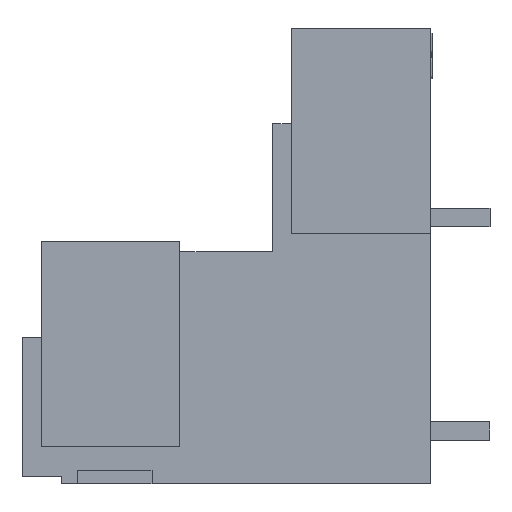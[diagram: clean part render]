
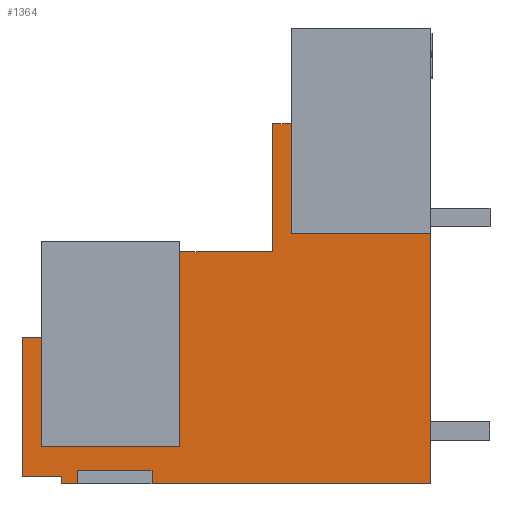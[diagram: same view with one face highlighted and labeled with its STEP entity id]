
A CAD part, left-side view. The second image highlights one B-rep face of the part: STEP entity #1364.
In plain terms, the highlighted planar face has unit normal (-1, 0, 0).
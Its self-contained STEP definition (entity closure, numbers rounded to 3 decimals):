
#1246=AXIS2_PLACEMENT_3D('Plane Axis2P3D',#1243,#1244,#1245) ;
#124=CARTESIAN_POINT('Vertex',(3.45,16.7,12.5)) ;
#127=CARTESIAN_POINT('Line Origine',(3.45,14.2,12.5)) ;
#131=CARTESIAN_POINT('Vertex',(3.45,11.7,12.5)) ;
#383=CARTESIAN_POINT('Line Origine',(3.45,24.175,4.95)) ;
#387=CARTESIAN_POINT('Vertex',(3.45,24.175,7.9)) ;
#389=CARTESIAN_POINT('Vertex',(3.45,24.175,2.)) ;
#906=CARTESIAN_POINT('Line Origine',(3.45,20.438,2.)) ;
#910=CARTESIAN_POINT('Vertex',(3.45,16.7,2.)) ;
#982=CARTESIAN_POINT('Line Origine',(3.45,16.7,7.25)) ;
#1243=CARTESIAN_POINT('Axis2P3D Location',(3.45,3.2,0.4)) ;
#1248=CARTESIAN_POINT('Line Origine',(3.45,10.7,0.)) ;
#1252=CARTESIAN_POINT('Vertex',(3.45,18.2,0.)) ;
#1254=CARTESIAN_POINT('Vertex',(3.45,3.2,0.)) ;
#1257=CARTESIAN_POINT('Line Origine',(3.45,3.2,6.75)) ;
#1261=CARTESIAN_POINT('Vertex',(3.45,3.2,13.5)) ;
#1264=CARTESIAN_POINT('Line Origine',(3.45,6.95,13.5)) ;
#1268=CARTESIAN_POINT('Vertex',(3.45,10.7,13.5)) ;
#1271=CARTESIAN_POINT('Line Origine',(3.45,10.7,16.45)) ;
#1275=CARTESIAN_POINT('Vertex',(3.45,10.7,19.4)) ;
#1278=CARTESIAN_POINT('Line Origine',(3.45,11.2,19.4)) ;
#1282=CARTESIAN_POINT('Vertex',(3.45,11.7,19.4)) ;
#1285=CARTESIAN_POINT('Line Origine',(3.45,11.7,15.95)) ;
#1290=CARTESIAN_POINT('Line Origine',(3.45,24.687,7.9)) ;
#1294=CARTESIAN_POINT('Vertex',(3.45,25.2,7.9)) ;
#1297=CARTESIAN_POINT('Line Origine',(3.45,25.2,4.15)) ;
#1301=CARTESIAN_POINT('Vertex',(3.45,25.2,0.4)) ;
#1304=CARTESIAN_POINT('Line Origine',(3.45,24.145,0.4)) ;
#1308=CARTESIAN_POINT('Vertex',(3.45,23.09,0.4)) ;
#1311=CARTESIAN_POINT('Line Origine',(3.45,23.09,0.2)) ;
#1315=CARTESIAN_POINT('Vertex',(3.45,23.09,0.)) ;
#1318=CARTESIAN_POINT('Line Origine',(3.45,22.645,0.)) ;
#1322=CARTESIAN_POINT('Vertex',(3.45,22.2,0.)) ;
#1325=CARTESIAN_POINT('Line Origine',(3.45,22.2,0.35)) ;
#1329=CARTESIAN_POINT('Vertex',(3.45,22.2,0.7)) ;
#1332=CARTESIAN_POINT('Line Origine',(3.45,20.2,0.7)) ;
#1336=CARTESIAN_POINT('Vertex',(3.45,18.2,0.7)) ;
#1339=CARTESIAN_POINT('Line Origine',(3.45,18.2,0.35)) ;
#128=DIRECTION('Vector Direction',(0.,1.,0.)) ;
#384=DIRECTION('Vector Direction',(0.,0.,-1.)) ;
#907=DIRECTION('Vector Direction',(0.,-1.,0.)) ;
#983=DIRECTION('Vector Direction',(0.,0.,-1.)) ;
#1244=DIRECTION('Axis2P3D Direction',(-1.,0.,0.)) ;
#1245=DIRECTION('Axis2P3D XDirection',(0.,0.,-1.)) ;
#1249=DIRECTION('Vector Direction',(0.,-1.,0.)) ;
#1258=DIRECTION('Vector Direction',(0.,0.,1.)) ;
#1265=DIRECTION('Vector Direction',(0.,-1.,0.)) ;
#1272=DIRECTION('Vector Direction',(0.,0.,-1.)) ;
#1279=DIRECTION('Vector Direction',(0.,1.,0.)) ;
#1286=DIRECTION('Vector Direction',(0.,0.,-1.)) ;
#1291=DIRECTION('Vector Direction',(0.,1.,0.)) ;
#1298=DIRECTION('Vector Direction',(0.,0.,-1.)) ;
#1305=DIRECTION('Vector Direction',(0.,-1.,0.)) ;
#1312=DIRECTION('Vector Direction',(0.,0.,-1.)) ;
#1319=DIRECTION('Vector Direction',(0.,-1.,0.)) ;
#1326=DIRECTION('Vector Direction',(0.,0.,1.)) ;
#1333=DIRECTION('Vector Direction',(0.,-1.,0.)) ;
#1340=DIRECTION('Vector Direction',(0.,0.,1.)) ;
#129=VECTOR('Line Direction',#128,1.) ;
#385=VECTOR('Line Direction',#384,1.) ;
#908=VECTOR('Line Direction',#907,1.) ;
#984=VECTOR('Line Direction',#983,1.) ;
#1250=VECTOR('Line Direction',#1249,1.) ;
#1259=VECTOR('Line Direction',#1258,1.) ;
#1266=VECTOR('Line Direction',#1265,1.) ;
#1273=VECTOR('Line Direction',#1272,1.) ;
#1280=VECTOR('Line Direction',#1279,1.) ;
#1287=VECTOR('Line Direction',#1286,1.) ;
#1292=VECTOR('Line Direction',#1291,1.) ;
#1299=VECTOR('Line Direction',#1298,1.) ;
#1306=VECTOR('Line Direction',#1305,1.) ;
#1313=VECTOR('Line Direction',#1312,1.) ;
#1320=VECTOR('Line Direction',#1319,1.) ;
#1327=VECTOR('Line Direction',#1326,1.) ;
#1334=VECTOR('Line Direction',#1333,1.) ;
#1341=VECTOR('Line Direction',#1340,1.) ;
#1345=ORIENTED_EDGE('',*,*,#1256,.T.) ;
#1346=ORIENTED_EDGE('',*,*,#1263,.T.) ;
#1347=ORIENTED_EDGE('',*,*,#1270,.F.) ;
#1348=ORIENTED_EDGE('',*,*,#1277,.F.) ;
#1349=ORIENTED_EDGE('',*,*,#1284,.T.) ;
#1350=ORIENTED_EDGE('',*,*,#1289,.T.) ;
#1351=ORIENTED_EDGE('',*,*,#133,.T.) ;
#1352=ORIENTED_EDGE('',*,*,#986,.T.) ;
#1353=ORIENTED_EDGE('',*,*,#912,.F.) ;
#1354=ORIENTED_EDGE('',*,*,#391,.F.) ;
#1355=ORIENTED_EDGE('',*,*,#1296,.T.) ;
#1356=ORIENTED_EDGE('',*,*,#1303,.T.) ;
#1357=ORIENTED_EDGE('',*,*,#1310,.T.) ;
#1358=ORIENTED_EDGE('',*,*,#1317,.T.) ;
#1359=ORIENTED_EDGE('',*,*,#1324,.T.) ;
#1360=ORIENTED_EDGE('',*,*,#1331,.T.) ;
#1361=ORIENTED_EDGE('',*,*,#1338,.T.) ;
#1362=ORIENTED_EDGE('',*,*,#1343,.F.) ;
#1364=ADVANCED_FACE('HOUSING',(#1363),#1247,.T.) ;
#133=EDGE_CURVE('',#132,#125,#130,.T.) ;
#391=EDGE_CURVE('',#388,#390,#386,.T.) ;
#912=EDGE_CURVE('',#390,#911,#909,.T.) ;
#986=EDGE_CURVE('',#125,#911,#985,.T.) ;
#1256=EDGE_CURVE('',#1253,#1255,#1251,.T.) ;
#1263=EDGE_CURVE('',#1255,#1262,#1260,.T.) ;
#1270=EDGE_CURVE('',#1269,#1262,#1267,.T.) ;
#1277=EDGE_CURVE('',#1276,#1269,#1274,.T.) ;
#1284=EDGE_CURVE('',#1276,#1283,#1281,.T.) ;
#1289=EDGE_CURVE('',#1283,#132,#1288,.T.) ;
#1296=EDGE_CURVE('',#388,#1295,#1293,.T.) ;
#1303=EDGE_CURVE('',#1295,#1302,#1300,.T.) ;
#1310=EDGE_CURVE('',#1302,#1309,#1307,.T.) ;
#1317=EDGE_CURVE('',#1309,#1316,#1314,.T.) ;
#1324=EDGE_CURVE('',#1316,#1323,#1321,.T.) ;
#1331=EDGE_CURVE('',#1323,#1330,#1328,.T.) ;
#1338=EDGE_CURVE('',#1330,#1337,#1335,.T.) ;
#1343=EDGE_CURVE('',#1253,#1337,#1342,.T.) ;
#1344=EDGE_LOOP('',(#1345,#1346,#1347,#1348,#1349,#1350,#1351,#1352,#1353,#1354,#1355,#1356,#1357,#1358,#1359,#1360,#1361,#1362)) ;
#1363=FACE_OUTER_BOUND('',#1344,.T.) ;
#130=LINE('Line',#127,#129) ;
#386=LINE('Line',#383,#385) ;
#909=LINE('Line',#906,#908) ;
#985=LINE('Line',#982,#984) ;
#1251=LINE('Line',#1248,#1250) ;
#1260=LINE('Line',#1257,#1259) ;
#1267=LINE('Line',#1264,#1266) ;
#1274=LINE('Line',#1271,#1273) ;
#1281=LINE('Line',#1278,#1280) ;
#1288=LINE('Line',#1285,#1287) ;
#1293=LINE('Line',#1290,#1292) ;
#1300=LINE('Line',#1297,#1299) ;
#1307=LINE('Line',#1304,#1306) ;
#1314=LINE('Line',#1311,#1313) ;
#1321=LINE('Line',#1318,#1320) ;
#1328=LINE('Line',#1325,#1327) ;
#1335=LINE('Line',#1332,#1334) ;
#1342=LINE('Line',#1339,#1341) ;
#1247=PLANE('',#1246) ;
#125=VERTEX_POINT('',#124) ;
#132=VERTEX_POINT('',#131) ;
#388=VERTEX_POINT('',#387) ;
#390=VERTEX_POINT('',#389) ;
#911=VERTEX_POINT('',#910) ;
#1253=VERTEX_POINT('',#1252) ;
#1255=VERTEX_POINT('',#1254) ;
#1262=VERTEX_POINT('',#1261) ;
#1269=VERTEX_POINT('',#1268) ;
#1276=VERTEX_POINT('',#1275) ;
#1283=VERTEX_POINT('',#1282) ;
#1295=VERTEX_POINT('',#1294) ;
#1302=VERTEX_POINT('',#1301) ;
#1309=VERTEX_POINT('',#1308) ;
#1316=VERTEX_POINT('',#1315) ;
#1323=VERTEX_POINT('',#1322) ;
#1330=VERTEX_POINT('',#1329) ;
#1337=VERTEX_POINT('',#1336) ;
